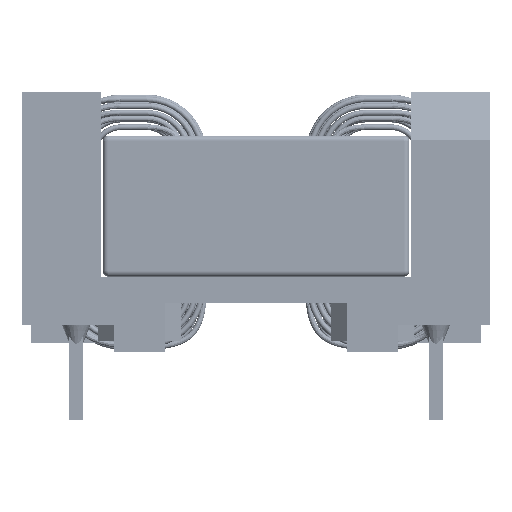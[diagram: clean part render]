
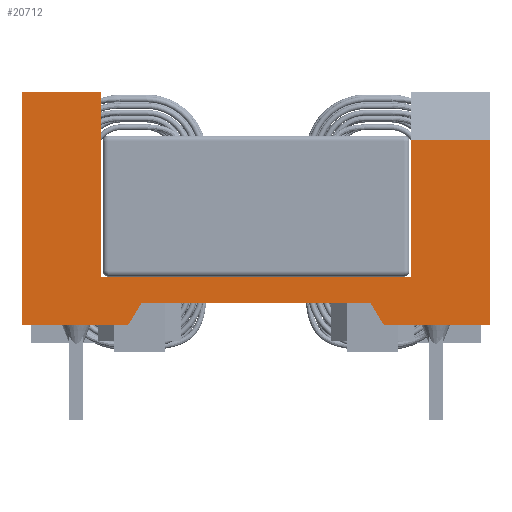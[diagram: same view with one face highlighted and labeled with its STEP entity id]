
A CAD part, front view. The second image highlights one B-rep face of the part: STEP entity #20712.
In plain terms, the highlighted planar face has unit normal (0, -1, 0).
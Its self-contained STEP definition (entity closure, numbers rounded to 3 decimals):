
#3830=ORIENTED_EDGE('',*,*,#8285,.T.);
#3831=ORIENTED_EDGE('',*,*,#8328,.T.);
#3832=ORIENTED_EDGE('',*,*,#8289,.T.);
#3833=ORIENTED_EDGE('',*,*,#8295,.T.);
#3834=ORIENTED_EDGE('',*,*,#8300,.T.);
#3835=ORIENTED_EDGE('',*,*,#8303,.T.);
#3836=ORIENTED_EDGE('',*,*,#8307,.T.);
#3837=ORIENTED_EDGE('',*,*,#8127,.T.);
#3838=ORIENTED_EDGE('',*,*,#8310,.T.);
#3839=ORIENTED_EDGE('',*,*,#8232,.T.);
#3840=ORIENTED_EDGE('',*,*,#8228,.T.);
#3841=ORIENTED_EDGE('',*,*,#8153,.T.);
#8127=EDGE_CURVE('',#10419,#10418,#12499,.T.);
#8153=EDGE_CURVE('',#10443,#10442,#12525,.T.);
#8228=EDGE_CURVE('',#10511,#10443,#12600,.T.);
#8232=EDGE_CURVE('',#10515,#10511,#12604,.T.);
#8285=EDGE_CURVE('',#10442,#10545,#12657,.T.);
#8289=EDGE_CURVE('',#10548,#10549,#12661,.T.);
#8295=EDGE_CURVE('',#10549,#10551,#12667,.T.);
#8300=EDGE_CURVE('',#10551,#10553,#12672,.T.);
#8303=EDGE_CURVE('',#10553,#10555,#12675,.T.);
#8307=EDGE_CURVE('',#10555,#10419,#12679,.T.);
#8310=EDGE_CURVE('',#10418,#10515,#12682,.T.);
#8328=EDGE_CURVE('',#10545,#10548,#12700,.T.);
#10418=VERTEX_POINT('',#33165);
#10419=VERTEX_POINT('',#33167);
#10442=VERTEX_POINT('',#33220);
#10443=VERTEX_POINT('',#33222);
#10511=VERTEX_POINT('',#33380);
#10515=VERTEX_POINT('',#33391);
#10545=VERTEX_POINT('',#33483);
#10548=VERTEX_POINT('',#33493);
#10549=VERTEX_POINT('',#33494);
#10551=VERTEX_POINT('',#33502);
#10553=VERTEX_POINT('',#33511);
#10555=VERTEX_POINT('',#33517);
#12499=LINE('',#33166,#12937);
#12525=LINE('',#33221,#12963);
#12600=LINE('',#33382,#13038);
#12604=LINE('',#33390,#13042);
#12657=LINE('',#33484,#13095);
#12661=LINE('',#33492,#13099);
#12667=LINE('',#33503,#13105);
#12672=LINE('',#33510,#13110);
#12675=LINE('',#33516,#13113);
#12679=LINE('',#33524,#13117);
#12682=LINE('',#33528,#13120);
#12700=LINE('',#33556,#13138);
#12937=VECTOR('',#26553,1000.);
#12963=VECTOR('',#26589,1000.);
#13038=VECTOR('',#26698,1000.);
#13042=VECTOR('',#26704,1000.);
#13095=VECTOR('',#26777,1000.);
#13099=VECTOR('',#26785,1000.);
#13105=VECTOR('',#26793,1000.);
#13110=VECTOR('',#26800,1000.);
#13113=VECTOR('',#26805,1000.);
#13117=VECTOR('',#26811,1000.);
#13120=VECTOR('',#26816,1000.);
#13138=VECTOR('',#26838,1000.);
#13395=EDGE_LOOP('',(#3830,#3831,#3832,#3833,#3834,#3835,#3836,#3837,#3838,
#3839,#3840,#3841));
#16951=FACE_BOUND('',#13395,.T.);
#20506=PLANE('',#23483);
#20712=ADVANCED_FACE('',(#16951),#20506,.T.);
#23483=AXIS2_PLACEMENT_3D('',#33555,#26836,#26837);
#26553=DIRECTION('',(1.,0.,0.));
#26589=DIRECTION('',(1.,0.,0.));
#26698=DIRECTION('',(0.52,0.,-0.854));
#26704=DIRECTION('',(1.,0.,0.));
#26777=DIRECTION('',(0.,0.,1.));
#26785=DIRECTION('',(0.,0.,-1.));
#26793=DIRECTION('',(-1.,0.,0.));
#26800=DIRECTION('',(0.,0.,1.));
#26805=DIRECTION('',(-1.,0.,0.));
#26811=DIRECTION('',(0.,0.,-1.));
#26816=DIRECTION('',(0.52,0.,0.854));
#26836=DIRECTION('',(0.,-1.,0.));
#26837=DIRECTION('',(0.,0.,-1.));
#26838=DIRECTION('',(-1.,0.,0.));
#33165=CARTESIAN_POINT('',(-6.65,-7.15,5.35));
#33166=CARTESIAN_POINT('',(-12.2,-7.15,5.35));
#33167=CARTESIAN_POINT('',(-12.2,-7.15,5.35));
#33220=CARTESIAN_POINT('',(12.2,-7.15,5.35));
#33221=CARTESIAN_POINT('',(6.65,-7.15,5.35));
#33222=CARTESIAN_POINT('',(6.65,-7.15,5.35));
#33380=CARTESIAN_POINT('',(5.95,-7.15,6.5));
#33382=CARTESIAN_POINT('',(5.95,-7.15,6.5));
#33390=CARTESIAN_POINT('',(-5.95,-7.15,6.5));
#33391=CARTESIAN_POINT('',(-5.95,-7.15,6.5));
#33483=CARTESIAN_POINT('',(12.2,-7.15,14.95));
#33484=CARTESIAN_POINT('',(12.2,-7.15,5.35));
#33492=CARTESIAN_POINT('',(8.1,-7.15,7.85));
#33493=CARTESIAN_POINT('',(8.1,-7.15,14.95));
#33494=CARTESIAN_POINT('',(8.1,-7.15,7.85));
#33502=CARTESIAN_POINT('',(-8.1,-7.15,7.85));
#33503=CARTESIAN_POINT('',(-8.1,-7.15,7.85));
#33510=CARTESIAN_POINT('',(-8.1,-7.15,17.45));
#33511=CARTESIAN_POINT('',(-8.1,-7.15,17.45));
#33516=CARTESIAN_POINT('',(-8.1,-7.15,17.45));
#33517=CARTESIAN_POINT('',(-12.2,-7.15,17.45));
#33524=CARTESIAN_POINT('',(-12.2,-7.15,17.45));
#33528=CARTESIAN_POINT('',(-6.65,-7.15,5.35));
#33555=CARTESIAN_POINT('',(0.,-7.15,0.));
#33556=CARTESIAN_POINT('',(0.,-7.15,14.95));
